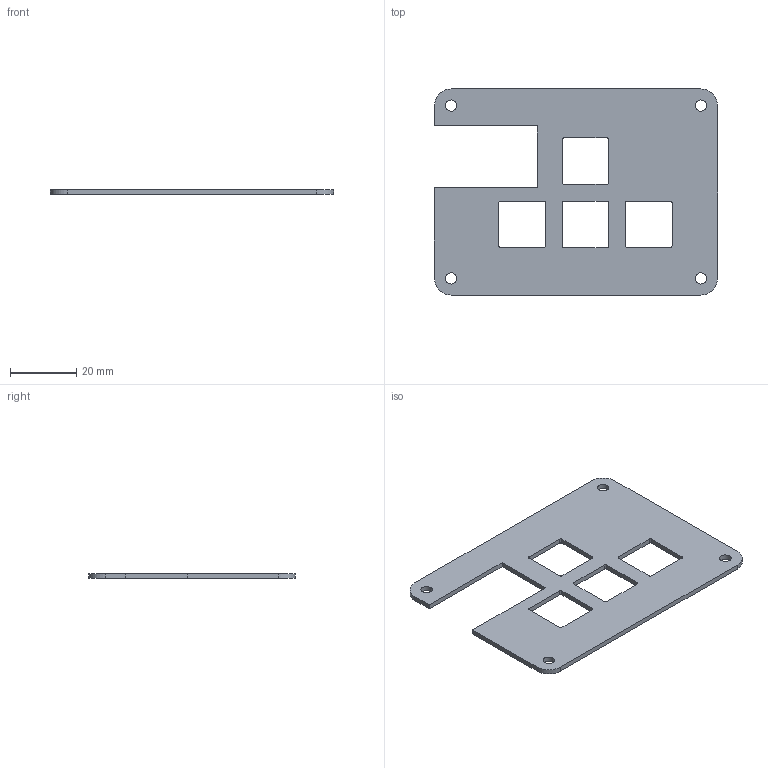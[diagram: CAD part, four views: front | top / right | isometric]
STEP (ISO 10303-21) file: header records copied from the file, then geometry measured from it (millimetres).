
FILE_DESCRIPTION(/* description */ (''),/* implementation_level */ '2;1');
FILE_NAME(/* name */ 'Hackpad Top Case Part.step',/* time_stamp */ '2026-01-19T20:22:59-07:00',/* author */ (''),/* organization */ (''),/* preprocessor_version */ 'ST-DEVELOPER v20.1',/* originating_system */ 'Autodesk Translation Framework v14.21.0.0',/* authorisation */ '');
FILE_SCHEMA (('AUTOMOTIVE_DESIGN { 1 0 10303 214 3 1 1 }'));
Length unit declared in the file: millimetre
Products named in the file (2): 2026-01-19-17-29-05-138; 2026-01-19-17-30-10-032
Assembly tree (1 placements, depth 2):
  2026-01-19-17-29-05-138
    2026-01-19-17-30-10-032
Bounding box: 85.2 x 62.02 x 1.5 mm (x, y, z)
Volume: 5804.5 mm3; surface area: 8656.1 mm2
Topology: 1 solids, 1 shells, 50 faces, 144 edges, 96 vertices
Faces by surface type: plane 26, cylinder 24
Full cylindrical faces by diameter (mm): 3.4 x4
Entity records: 1741 total; most frequent: DIRECTION 298, CARTESIAN_POINT 293, ORIENTED_EDGE 288, EDGE_CURVE 144, AXIS2_PLACEMENT_3D 101, LINE 96, VECTOR 96, VERTEX_POINT 96
